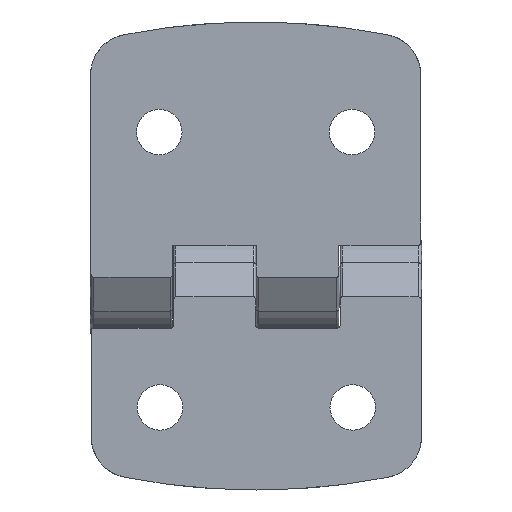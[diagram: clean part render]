
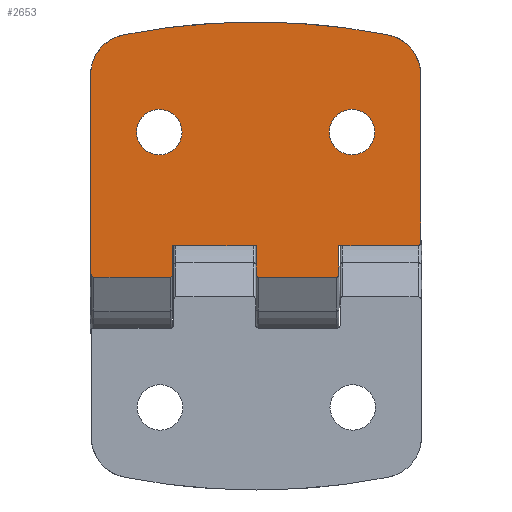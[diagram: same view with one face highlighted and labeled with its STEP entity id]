
A CAD part, front view. The second image highlights one B-rep face of the part: STEP entity #2653.
In plain terms, the highlighted planar face has unit normal (0, -1, 0).
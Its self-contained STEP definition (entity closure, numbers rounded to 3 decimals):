
#464=DIRECTION('',(0.,0.,1.));
#465=VECTOR('',#464,3.985);
#466=CARTESIAN_POINT('',(-0.1,0.,-6.));
#467=LINE('',#466,#465);
#471=DIRECTION('',(-1.,0.,0.));
#472=VECTOR('',#471,12.2);
#473=CARTESIAN_POINT('',(12.1,0.,-6.));
#474=LINE('',#473,#472);
#478=CARTESIAN_POINT('',(24.,0.,-2.415));
#479=CARTESIAN_POINT('',(24.,0.,-2.29));
#480=CARTESIAN_POINT('',(23.978,0.,-2.063));
#481=CARTESIAN_POINT('',(23.894,0.,-1.771));
#482=CARTESIAN_POINT('',(23.783,0.,-1.57));
#483=CARTESIAN_POINT('',(23.65,0.,-1.453));
#484=CARTESIAN_POINT('',(23.563,0.,-1.415));
#485=CARTESIAN_POINT('',(23.5,0.,-1.415));
#490=DIRECTION('',(0.,0.,1.));
#491=VECTOR('',#490,28.345);
#492=CARTESIAN_POINT('',(24.,0.,-30.761));
#493=LINE('',#492,#491);
#497=CARTESIAN_POINT('',(18.,0.,-30.761));
#498=DIRECTION('',(0.,-1.,0.));
#499=DIRECTION('',(0.191,0.,-0.981));
#500=AXIS2_PLACEMENT_3D('',#497,#498,#499);
#505=CARTESIAN_POINT('',(0.,0.,61.5));
#506=DIRECTION('',(0.,-1.,0.));
#507=DIRECTION('',(0.,0.,-1.));
#508=AXIS2_PLACEMENT_3D('',#505,#506,#507);
#513=CARTESIAN_POINT('',(0.,0.,61.5));
#514=DIRECTION('',(0.,-1.,0.));
#515=DIRECTION('',(-0.191,0.,-0.981));
#516=AXIS2_PLACEMENT_3D('',#513,#514,#515);
#521=CARTESIAN_POINT('',(-18.,0.,-30.761));
#522=DIRECTION('',(0.,-1.,0.));
#523=DIRECTION('',(-1.,0.,0.));
#524=AXIS2_PLACEMENT_3D('',#521,#522,#523);
#529=DIRECTION('',(-1.,0.,0.));
#530=VECTOR('',#529,11.4);
#531=CARTESIAN_POINT('',(-12.1,0.,-6.));
#532=LINE('',#531,#530);
#536=CARTESIAN_POINT('',(-14.,0.,-22.5));
#537=DIRECTION('',(0.,1.,0.));
#538=DIRECTION('',(0.,0.,1.));
#539=AXIS2_PLACEMENT_3D('',#536,#537,#538);
#544=CARTESIAN_POINT('',(-14.,0.,-22.5));
#545=DIRECTION('',(0.,1.,0.));
#546=DIRECTION('',(0.,0.,-1.));
#547=AXIS2_PLACEMENT_3D('',#544,#545,#546);
#552=CARTESIAN_POINT('',(14.,0.,-22.5));
#553=DIRECTION('',(0.,1.,0.));
#554=DIRECTION('',(0.,0.,1.));
#555=AXIS2_PLACEMENT_3D('',#552,#553,#554);
#560=CARTESIAN_POINT('',(14.,0.,-22.5));
#561=DIRECTION('',(0.,1.,0.));
#562=DIRECTION('',(0.,0.,-1.));
#563=AXIS2_PLACEMENT_3D('',#560,#561,#562);
#568=DIRECTION('',(1.,0.,0.));
#569=VECTOR('',#568,11.4);
#570=CARTESIAN_POINT('',(-11.8,0.,-1.415));
#571=LINE('',#570,#569);
#614=CARTESIAN_POINT('',(-0.4,0.,-1.415));
#615=CARTESIAN_POINT('',(-0.363,0.,-1.415));
#616=CARTESIAN_POINT('',(-0.31,0.,-1.438));
#617=CARTESIAN_POINT('',(-0.23,0.,-1.508));
#618=CARTESIAN_POINT('',(-0.137,0.,-1.677));
#619=CARTESIAN_POINT('',(-0.1,0.,-1.865));
#620=CARTESIAN_POINT('',(-0.1,0.,-2.015));
#994=DIRECTION('',(0.,0.,1.));
#995=VECTOR('',#994,24.24);
#996=CARTESIAN_POINT('',(-24.,0.,-30.761));
#997=LINE('',#996,#995);
#1164=CARTESIAN_POINT('',(-12.1,0.,-2.015));
#1165=CARTESIAN_POINT('',(-12.1,0.,-1.865));
#1166=CARTESIAN_POINT('',(-12.063,0.,-1.677));
#1167=CARTESIAN_POINT('',(-11.97,0.,-1.508));
#1168=CARTESIAN_POINT('',(-11.89,0.,-1.438));
#1169=CARTESIAN_POINT('',(-11.838,0.,-1.415));
#1170=CARTESIAN_POINT('',(-11.8,0.,-1.415));
#1218=DIRECTION('',(0.,0.,1.));
#1219=VECTOR('',#1218,3.985);
#1220=CARTESIAN_POINT('',(-12.1,0.,-6.));
#1221=LINE('',#1220,#1219);
#1297=CARTESIAN_POINT('',(-24.,0.,-6.52));
#1298=CARTESIAN_POINT('',(-24.,0.,-6.435));
#1299=CARTESIAN_POINT('',(-23.965,0.,-6.3));
#1300=CARTESIAN_POINT('',(-23.863,0.,-6.147));
#1301=CARTESIAN_POINT('',(-23.716,0.,-6.039));
#1302=CARTESIAN_POINT('',(-23.585,0.,-6.));
#1303=CARTESIAN_POINT('',(-23.5,0.,-6.));
#1598=DIRECTION('',(1.,0.,0.));
#1599=VECTOR('',#1598,11.1);
#1600=CARTESIAN_POINT('',(12.4,0.,-1.415));
#1601=LINE('',#1600,#1599);
#1698=CARTESIAN_POINT('',(12.1,0.,-2.015));
#1699=CARTESIAN_POINT('',(12.1,0.,-1.865));
#1700=CARTESIAN_POINT('',(12.137,0.,-1.677));
#1701=CARTESIAN_POINT('',(12.23,0.,-1.508));
#1702=CARTESIAN_POINT('',(12.31,0.,-1.438));
#1703=CARTESIAN_POINT('',(12.363,0.,-1.415));
#1704=CARTESIAN_POINT('',(12.4,0.,-1.415));
#1752=DIRECTION('',(0.,0.,1.));
#1753=VECTOR('',#1752,3.985);
#1754=CARTESIAN_POINT('',(12.1,0.,-6.));
#1755=LINE('',#1754,#1753);
#2324=CARTESIAN_POINT('',(-0.4,0.,-1.415));
#2325=VERTEX_POINT('',#2324);
#2326=CARTESIAN_POINT('',(-11.8,0.,-1.415));
#2327=VERTEX_POINT('',#2326);
#2328=VERTEX_POINT('',#478);
#2329=VERTEX_POINT('',#485);
#2330=CARTESIAN_POINT('',(19.149,0.,-36.649));
#2331=CARTESIAN_POINT('',(24.,0.,-30.761));
#2332=VERTEX_POINT('',#2330);
#2333=VERTEX_POINT('',#2331);
#2334=VERTEX_POINT('',#620);
#2335=VERTEX_POINT('',#1164);
#2340=CARTESIAN_POINT('',(-14.,0.,-19.2));
#2341=CARTESIAN_POINT('',(-14.,0.,-25.8));
#2342=VERTEX_POINT('',#2340);
#2343=VERTEX_POINT('',#2341);
#2345=CARTESIAN_POINT('',(-12.1,0.,-6.));
#2347=VERTEX_POINT('',#2345);
#2365=CARTESIAN_POINT('',(-19.149,0.,-36.649));
#2366=CARTESIAN_POINT('',(0.,0.,-38.5));
#2367=VERTEX_POINT('',#2365);
#2368=VERTEX_POINT('',#2366);
#2377=CARTESIAN_POINT('',(12.1,0.,-2.015));
#2379=VERTEX_POINT('',#2377);
#2385=CARTESIAN_POINT('',(-0.1,0.,-6.));
#2387=VERTEX_POINT('',#2385);
#2395=CARTESIAN_POINT('',(12.1,0.,-6.));
#2396=VERTEX_POINT('',#2395);
#2414=CARTESIAN_POINT('',(-23.5,0.,-6.));
#2415=VERTEX_POINT('',#2414);
#2429=CARTESIAN_POINT('',(14.,0.,-19.2));
#2430=VERTEX_POINT('',#2429);
#2431=CARTESIAN_POINT('',(14.,0.,-25.8));
#2432=VERTEX_POINT('',#2431);
#2461=CARTESIAN_POINT('',(12.4,0.,-1.415));
#2462=VERTEX_POINT('',#2461);
#2474=VERTEX_POINT('',#1297);
#2475=CARTESIAN_POINT('',(-24.,0.,-30.761));
#2476=VERTEX_POINT('',#2475);
#2600=CARTESIAN_POINT('',(-31.5,0.,1.134));
#2601=DIRECTION('',(0.,-1.,0.));
#2602=DIRECTION('',(0.,0.,-1.));
#2603=AXIS2_PLACEMENT_3D('',#2600,#2601,#2602);
#2604=PLANE('',#2603);
#2606=ORIENTED_EDGE('',*,*,#2605,.T.);
#2608=ORIENTED_EDGE('',*,*,#2607,.T.);
#2610=ORIENTED_EDGE('',*,*,#2609,.F.);
#2612=ORIENTED_EDGE('',*,*,#2611,.F.);
#2614=ORIENTED_EDGE('',*,*,#2613,.T.);
#2616=ORIENTED_EDGE('',*,*,#2615,.T.);
#2618=ORIENTED_EDGE('',*,*,#2617,.T.);
#2620=ORIENTED_EDGE('',*,*,#2619,.F.);
#2622=ORIENTED_EDGE('',*,*,#2621,.F.);
#2624=ORIENTED_EDGE('',*,*,#2623,.F.);
#2626=ORIENTED_EDGE('',*,*,#2625,.F.);
#2628=ORIENTED_EDGE('',*,*,#2627,.F.);
#2630=ORIENTED_EDGE('',*,*,#2629,.F.);
#2632=ORIENTED_EDGE('',*,*,#2631,.T.);
#2634=ORIENTED_EDGE('',*,*,#2633,.T.);
#2636=ORIENTED_EDGE('',*,*,#2635,.F.);
#2638=ORIENTED_EDGE('',*,*,#2637,.T.);
#2640=ORIENTED_EDGE('',*,*,#2639,.T.);
#2641=EDGE_LOOP('',(#2606,#2608,#2610,#2612,#2614,#2616,#2618,#2620,#2622,#2624,
#2626,#2628,#2630,#2632,#2634,#2636,#2638,#2640));
#2642=FACE_OUTER_BOUND('',#2641,.F.);
#2643=ORIENTED_EDGE('',*,*,#2586,.F.);
#2644=ORIENTED_EDGE('',*,*,#2566,.F.);
#2645=EDGE_LOOP('',(#2643,#2644));
#2646=FACE_BOUND('',#2645,.F.);
#2648=ORIENTED_EDGE('',*,*,#2647,.F.);
#2650=ORIENTED_EDGE('',*,*,#2649,.F.);
#2651=EDGE_LOOP('',(#2648,#2650));
#2652=FACE_BOUND('',#2651,.F.);
#486=B_SPLINE_CURVE_WITH_KNOTS('',3,(#478,#479,#480,#481,#482,#483,#484,#485),
.UNSPECIFIED.,.F.,.F.,(4,1,1,1,1,4),(0.,0.25,0.5,0.75,0.875,1.),
.UNSPECIFIED.);
#501=CIRCLE('',#500,6.);
#509=CIRCLE('',#508,100.);
#517=CIRCLE('',#516,100.);
#525=CIRCLE('',#524,6.);
#540=CIRCLE('',#539,3.3);
#548=CIRCLE('',#547,3.3);
#556=CIRCLE('',#555,3.3);
#564=CIRCLE('',#563,3.3);
#621=B_SPLINE_CURVE_WITH_KNOTS('',3,(#614,#615,#616,#617,#618,#619,#620),
.UNSPECIFIED.,.F.,.F.,(4,1,1,1,4),(0.,0.125,0.25,0.5,1.),
.UNSPECIFIED.);
#1171=B_SPLINE_CURVE_WITH_KNOTS('',3,(#1164,#1165,#1166,#1167,#1168,#1169,
#1170),.UNSPECIFIED.,.F.,.F.,(4,1,1,1,4),(0.,0.5,0.75,0.875,1.),
.UNSPECIFIED.);
#1304=B_SPLINE_CURVE_WITH_KNOTS('',3,(#1297,#1298,#1299,#1300,#1301,#1302,
#1303),.UNSPECIFIED.,.F.,.F.,(4,1,1,1,4),(0.,0.25,0.5,0.75,1.),
.UNSPECIFIED.);
#1705=B_SPLINE_CURVE_WITH_KNOTS('',3,(#1698,#1699,#1700,#1701,#1702,#1703,
#1704),.UNSPECIFIED.,.F.,.F.,(4,1,1,1,4),(0.,0.5,0.75,0.875,1.),
.UNSPECIFIED.);
#2566=EDGE_CURVE('',#2343,#2342,#548,.T.);
#2586=EDGE_CURVE('',#2342,#2343,#540,.T.);
#2605=EDGE_CURVE('',#2327,#2325,#571,.T.);
#2607=EDGE_CURVE('',#2325,#2334,#621,.T.);
#2609=EDGE_CURVE('',#2387,#2334,#467,.T.);
#2611=EDGE_CURVE('',#2396,#2387,#474,.T.);
#2613=EDGE_CURVE('',#2396,#2379,#1755,.T.);
#2615=EDGE_CURVE('',#2379,#2462,#1705,.T.);
#2617=EDGE_CURVE('',#2462,#2329,#1601,.T.);
#2619=EDGE_CURVE('',#2328,#2329,#486,.T.);
#2621=EDGE_CURVE('',#2333,#2328,#493,.T.);
#2623=EDGE_CURVE('',#2332,#2333,#501,.T.);
#2625=EDGE_CURVE('',#2368,#2332,#509,.T.);
#2627=EDGE_CURVE('',#2367,#2368,#517,.T.);
#2629=EDGE_CURVE('',#2476,#2367,#525,.T.);
#2631=EDGE_CURVE('',#2476,#2474,#997,.T.);
#2633=EDGE_CURVE('',#2474,#2415,#1304,.T.);
#2635=EDGE_CURVE('',#2347,#2415,#532,.T.);
#2637=EDGE_CURVE('',#2347,#2335,#1221,.T.);
#2639=EDGE_CURVE('',#2335,#2327,#1171,.T.);
#2647=EDGE_CURVE('',#2430,#2432,#556,.T.);
#2649=EDGE_CURVE('',#2432,#2430,#564,.T.);
#2653=ADVANCED_FACE('',(#2642,#2646,#2652),#2604,.T.);
